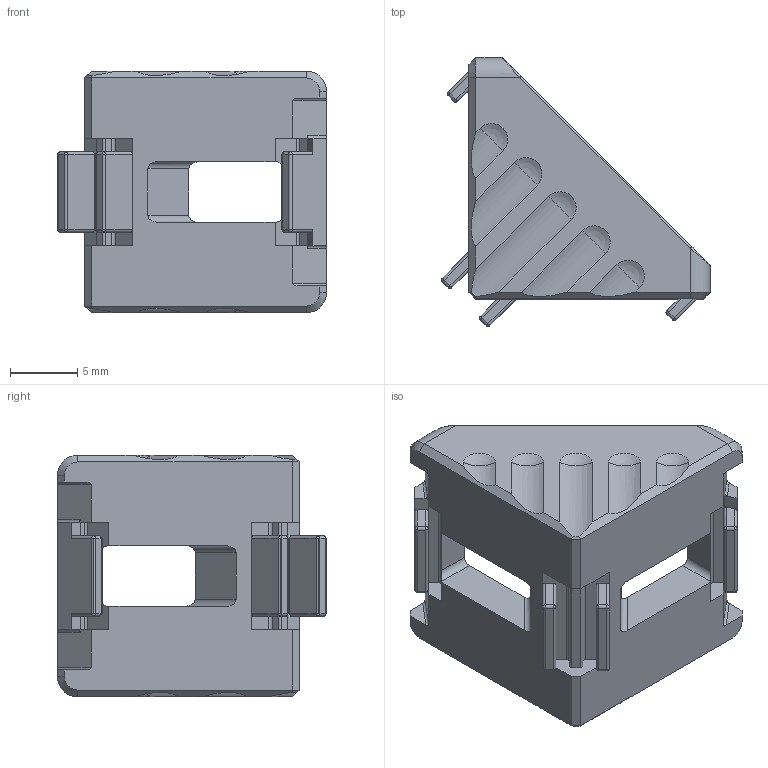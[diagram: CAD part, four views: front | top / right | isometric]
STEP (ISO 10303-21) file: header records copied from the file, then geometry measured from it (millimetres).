
FILE_DESCRIPTION (( 'STEP AP214' ), '1' );
FILE_NAME ('38DEFAU1127239307504.step', '2006-11-27T07:39:26', ( 'sysAdmin' ), ( 'SolidWorks' ), 'SwSTEP 2.0', 'SolidWorks 2007', '' );
FILE_SCHEMA (( 'AUTOMOTIVE_DESIGN' ));
Length unit declared in the file: millimetre
Products named in the file (1): 38DEFAU1127239307504
Bounding box: 20.04 x 20.04 x 18 mm (x, y, z)
Volume: 1873.8 mm3; surface area: 1993.9 mm2
Topology: 1 solids, 1 shells, 209 faces, 572 edges, 344 vertices
Faces by surface type: cylinder 85, plane 84, sphere 28, bspline 8, cone 4
Entity records: 6385 total; most frequent: CARTESIAN_POINT 1446, ORIENTED_EDGE 1068, DIRECTION 1008, EDGE_CURVE 534, VECTOR 336, LINE 336, AXIS2_PLACEMENT_3D 336, VERTEX_POINT 326
